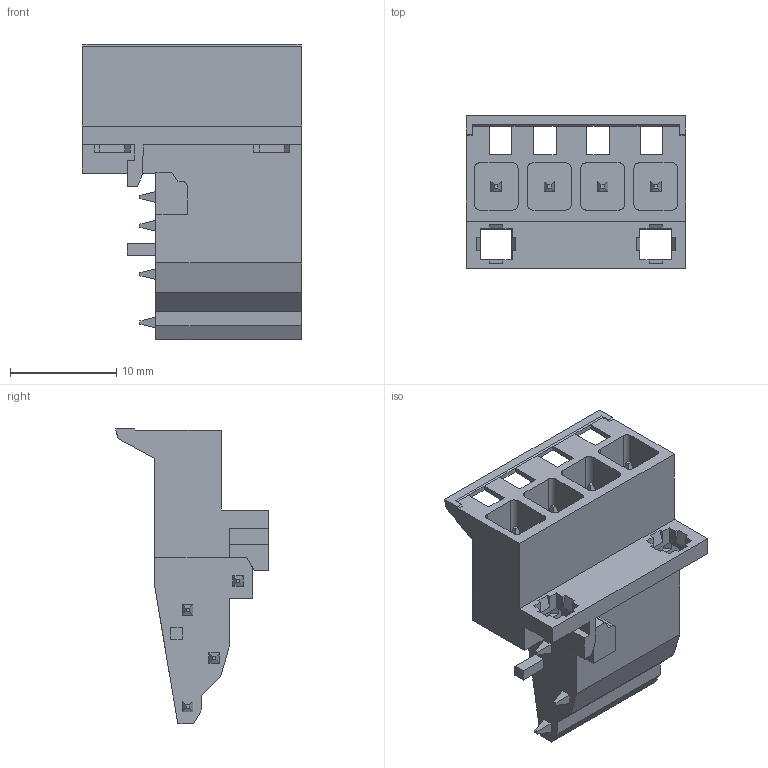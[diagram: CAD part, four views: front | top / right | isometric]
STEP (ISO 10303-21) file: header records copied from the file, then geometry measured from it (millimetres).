
FILE_DESCRIPTION(('CATIA V5 STEP Exchange','CAx-IF Rec.Pracs.--- Model Styling and Organization---1.4--- 2014-01-23'),'2;1');
FILE_NAME ('11985903_4_1063220000_S3D_SHL-SMT_5-00_04GL_1-5_XXX.stp','2021-11-30T12:09:17+00:00',('none'),('Weidmueller'),'CATIA Version 5-6 Release 2016 SP3 HF44','CATIA V5 STEP AP214','none');
FILE_SCHEMA(('AUTOMOTIVE_DESIGN { 1 0 10303 214 1 1 1 1 }'));
Length unit declared in the file: millimetre
Products named in the file (1): S3D_SHL-SMT_5-00_04GL_1-5_XXX
Bounding box: 20.6 x 14.38 x 27.75 mm (x, y, z)
Volume: 2353.7 mm3; surface area: 2536 mm2
Topology: 9 solids, 9 shells, 203 faces, 557 edges, 369 vertices
Faces by surface type: plane 186, extrusion 15, cylinder 2
Entity records: 6436 total; most frequent: CARTESIAN_POINT 1244, ORIENTED_EDGE 1114, DIRECTION 843, EDGE_CURVE 557, VECTOR 519, LINE 504, VERTEX_POINT 369, EDGE_LOOP 212
